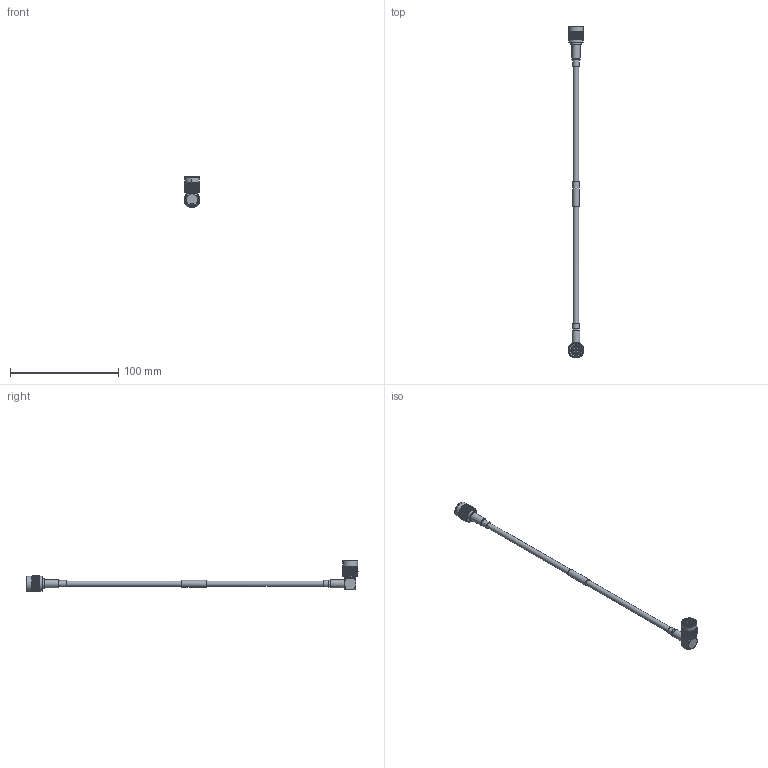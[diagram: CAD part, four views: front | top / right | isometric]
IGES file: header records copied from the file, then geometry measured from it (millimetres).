
Start section: C
Global section: file name: 65510110130501.igs; native system: By Siemens PLM Incorporated; preprocessor: XPlus GENERIC/IGES 25.1.153; author: Author; organization: Title; date: 20230606.094607; units: millimetre
Bounding box: 14.5 x 307.05 x 28.8 mm (x, y, z)
Surface area: 13358.1 mm2 (no closed solid volume)
Topology: 0 solids, 0 shells, 4990 faces, 51055 edges, 51034 vertices
Faces by surface type: bspline 4990
